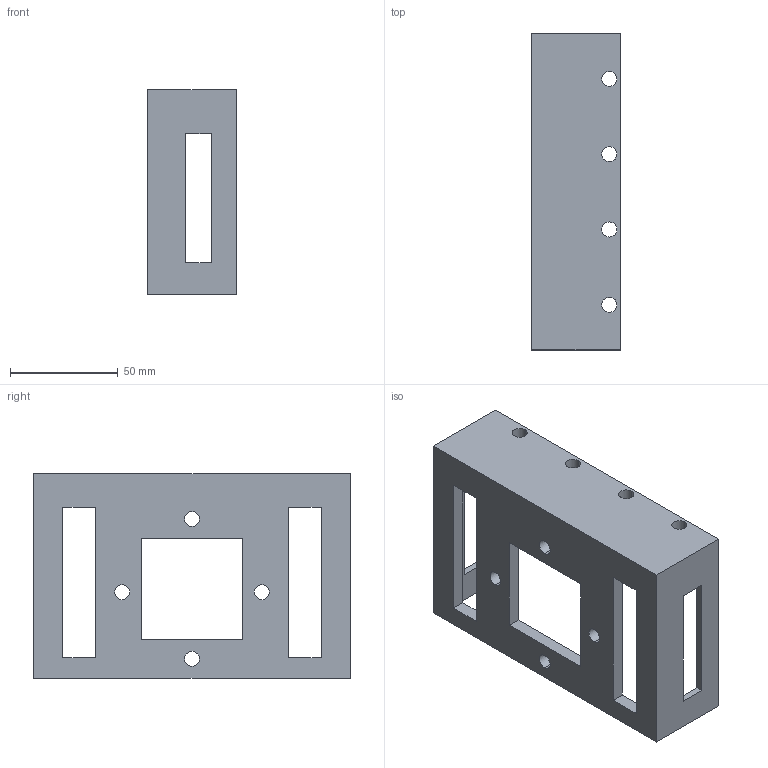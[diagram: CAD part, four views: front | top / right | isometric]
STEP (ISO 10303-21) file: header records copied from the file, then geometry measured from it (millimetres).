
FILE_DESCRIPTION (( 'STEP AP214' ), '1' );
FILE_NAME ('side_mount_real.STEP', '2025-10-11T08:33:03', ( '' ), ( '' ), 'SwSTEP 2.0', 'SolidWorks 2023', '' );
FILE_SCHEMA (( 'AUTOMOTIVE_DESIGN' ));
Length unit declared in the file: millimetre
Products named in the file (1): side_mount_real
Bounding box: 41 x 147 x 95 mm (x, y, z)
Volume: 102643 mm3; surface area: 46319.2 mm2
Topology: 1 solids, 1 shells, 53 faces, 149 edges, 96 vertices
Faces by surface type: plane 30, cylinder 21, sphere 2
Entity records: 1770 total; most frequent: DIRECTION 297, CARTESIAN_POINT 297, ORIENTED_EDGE 294, EDGE_CURVE 147, VECTOR 105, LINE 105, AXIS2_PLACEMENT_3D 96, VERTEX_POINT 96
